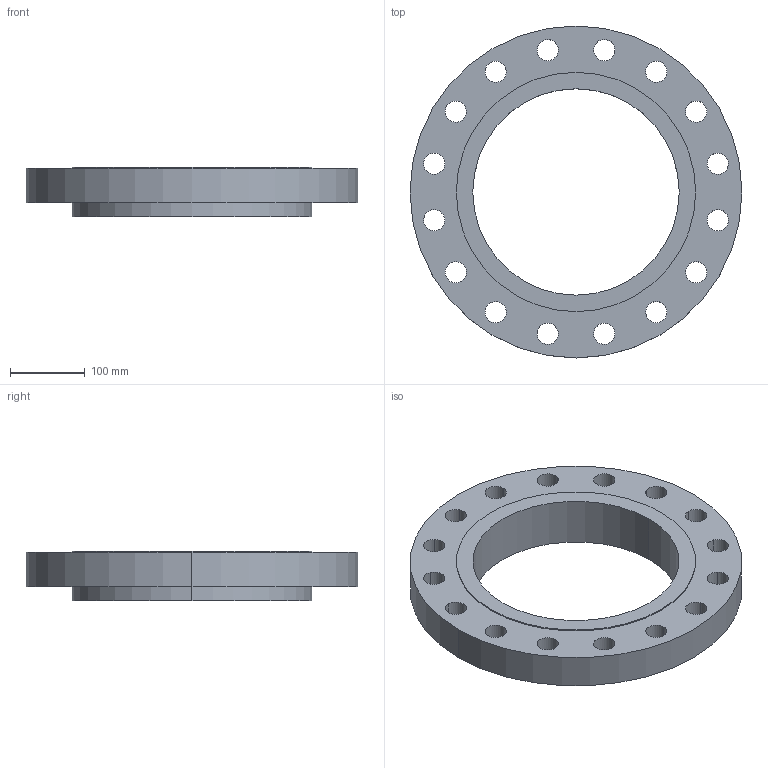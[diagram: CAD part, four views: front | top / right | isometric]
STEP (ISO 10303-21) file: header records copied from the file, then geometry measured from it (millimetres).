
FILE_DESCRIPTION (( 'STEP AP203' ), '1' );
FILE_NAME ('Slip On Flange 300-NPS10.STEP', '2025-05-07T01:22:11', '' );
FILE_SCHEMA (( 'CONFIG_CONTROL_DESIGN' ));
Length unit declared in the file: inch
Products named in the file (1): Slip On Flange 300-NPS10
Bounding box: 444.5 x 444.5 x 66.55 mm (x, y, z)
Volume: 4347613.2 mm3; surface area: 378838 mm2
Topology: 1 solids, 1 shells, 44 faces, 120 edges, 80 vertices
Faces by surface type: cylinder 40, plane 4
Entity records: 1591 total; most frequent: DIRECTION 290, CARTESIAN_POINT 245, ORIENTED_EDGE 240, AXIS2_PLACEMENT_3D 125, EDGE_CURVE 120, EDGE_LOOP 80, CIRCLE 80, VERTEX_POINT 80
